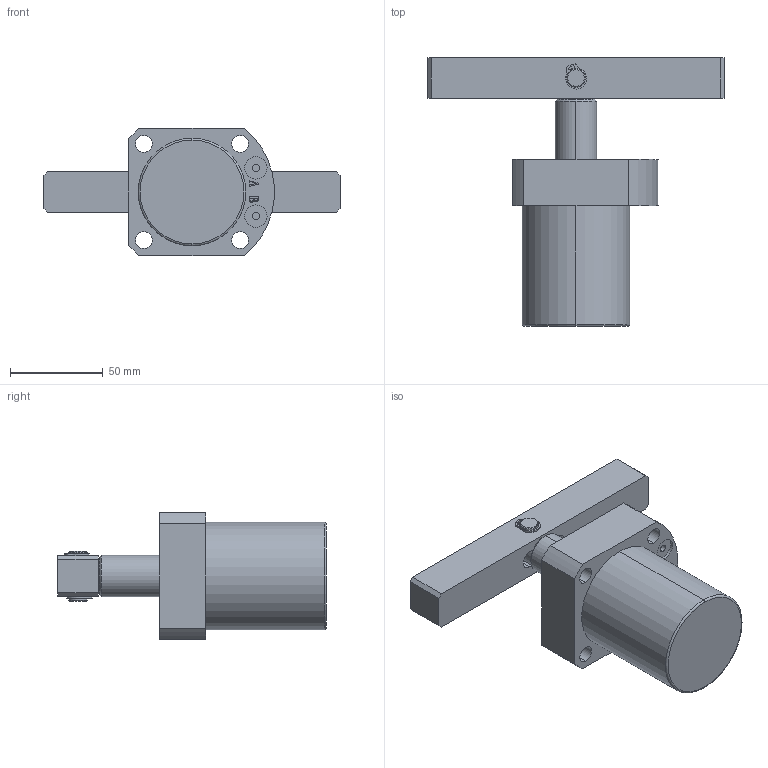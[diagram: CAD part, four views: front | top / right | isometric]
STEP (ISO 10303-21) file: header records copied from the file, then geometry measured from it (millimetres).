
FILE_DESCRIPTION (( 'STEP AP203' ), '1' );
FILE_NAME ('HSL-FAM40D.STEP', '2019-10-06T07:29:13', ( '微软用户' ), ( '微软中国' ), 'SwSTEP 2.0', 'SolidWorks 2012', '' );
FILE_SCHEMA (( 'CONFIG_CONTROL_DESIGN' ));
Length unit declared in the file: millimetre
Products named in the file (6): HSL-FAM40D; external circlip_bsi_BS 3673-4 - S009M; HSL-40D蛌褒詰揤旋杻秶; HSL-40D转角缸活塞杆; HSL-40D蛌褒詰隅弇种; HSL-FAM40S掛极
Assembly tree (6 placements, depth 2):
  HSL-FAM40D
    HSL-FAM40S掛极
    HSL-40D蛌褒詰隅弇种
    HSL-40D转角缸活塞杆
    HSL-40D蛌褒詰揤旋杻秶
    external circlip_bsi_BS 3673-4 - S009M  x2
Bounding box: 160 x 145 x 69 mm (x, y, z)
Volume: 339664 mm3; surface area: 68369.6 mm2
Topology: 6 solids, 6 shells, 224 faces, 552 edges, 362 vertices
Faces by surface type: plane 101, cylinder 87, bspline 16, cone 12, torus 8
Entity records: 7191 total; most frequent: CARTESIAN_POINT 1831, DIRECTION 993, ORIENTED_EDGE 954, EDGE_CURVE 477, AXIS2_PLACEMENT_3D 362, VERTEX_POINT 312, VECTOR 269, LINE 269
